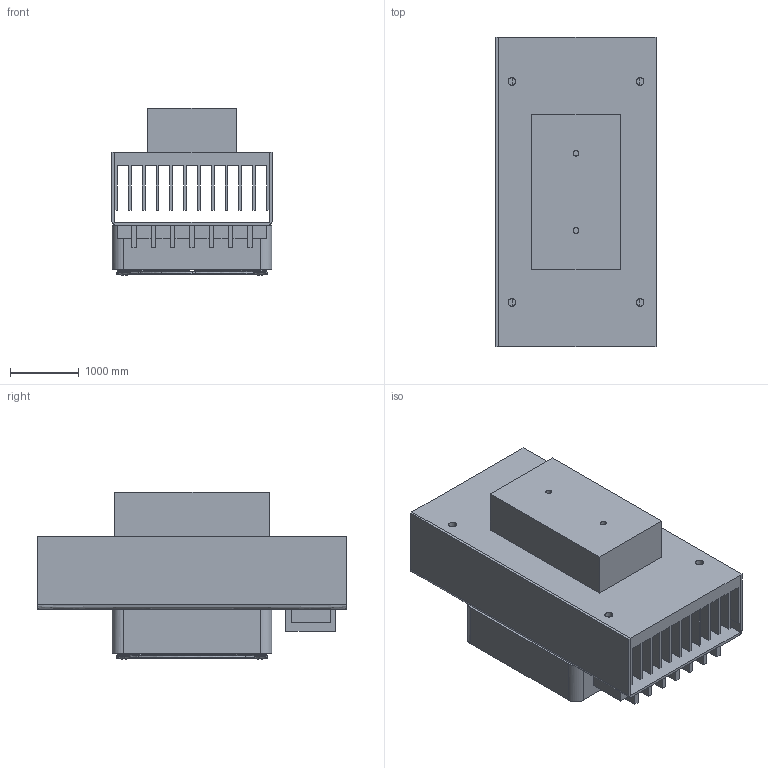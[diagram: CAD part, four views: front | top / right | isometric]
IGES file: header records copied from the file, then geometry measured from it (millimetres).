
Start section: SolidWorks IGES file using analytic representation for surfaces
Global section: file name: ahp-150cp.IGS; native system: SolidWorks 2019; preprocessor: SolidWorks 2019; author: Afshin; date: 190225.093933; units: inch
Bounding box: 2338.7 x 4516.12 x 2450.72 mm (x, y, z)
Surface area: 152597944.2 mm2 (no closed solid volume)
Topology: 0 solids, 0 shells, 351 faces, 6818 edges, 6806 vertices
Faces by surface type: bspline 267, revolution 84
